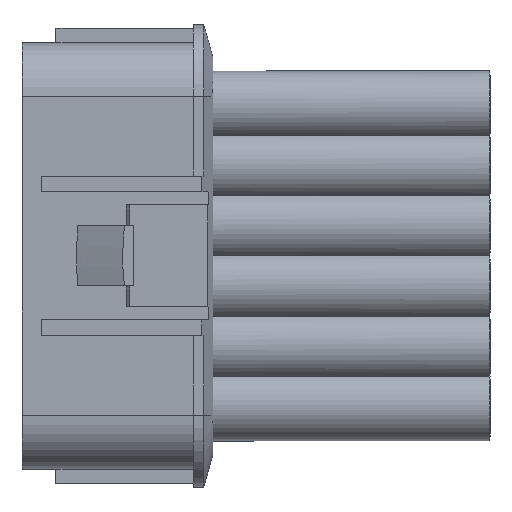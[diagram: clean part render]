
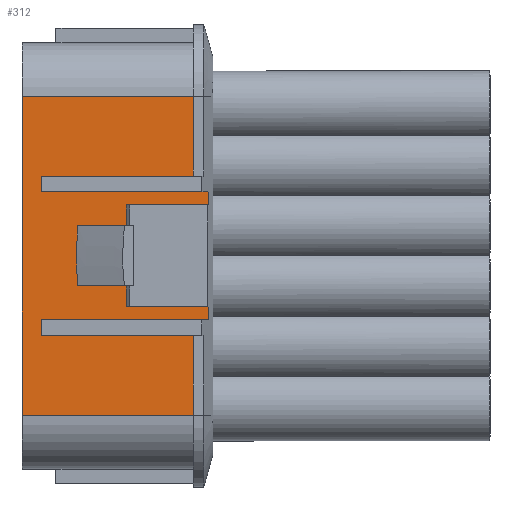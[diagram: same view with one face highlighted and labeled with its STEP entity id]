
A CAD part, top view. The second image highlights one B-rep face of the part: STEP entity #312.
In plain terms, the highlighted planar face has unit normal (0, 0, 1).
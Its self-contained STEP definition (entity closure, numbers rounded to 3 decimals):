
#161=AXIS2_PLACEMENT_3D('Plane Axis2P3D',#158,#159,#160) ;
#49=CARTESIAN_POINT('Vertex',(-5.125,3.9,12.35)) ;
#52=CARTESIAN_POINT('Line Origine',(-5.125,3.1,12.35)) ;
#56=CARTESIAN_POINT('Vertex',(-5.125,2.3,12.35)) ;
#143=CARTESIAN_POINT('Vertex',(1.199,3.9,12.35)) ;
#146=CARTESIAN_POINT('Line Origine',(-1.963,3.9,12.35)) ;
#158=CARTESIAN_POINT('Axis2P3D Location',(-0.2,0.,12.35)) ;
#163=CARTESIAN_POINT('Line Origine',(1.199,4.4,12.35)) ;
#167=CARTESIAN_POINT('Vertex',(1.199,4.9,12.35)) ;
#170=CARTESIAN_POINT('Line Origine',(-5.2,4.9,12.35)) ;
#174=CARTESIAN_POINT('Vertex',(-11.6,4.9,12.35)) ;
#177=CARTESIAN_POINT('Line Origine',(-11.6,5.5,12.35)) ;
#181=CARTESIAN_POINT('Vertex',(-11.6,6.1,12.35)) ;
#184=CARTESIAN_POINT('Line Origine',(-5.8,6.1,12.35)) ;
#188=CARTESIAN_POINT('Vertex',(0.,6.1,12.35)) ;
#191=CARTESIAN_POINT('Line Origine',(0.,9.15,12.35)) ;
#195=CARTESIAN_POINT('Vertex',(0.,12.2,12.35)) ;
#198=CARTESIAN_POINT('Line Origine',(-6.55,12.2,12.35)) ;
#202=CARTESIAN_POINT('Vertex',(-13.1,12.2,12.35)) ;
#205=CARTESIAN_POINT('Line Origine',(-13.1,0.,12.35)) ;
#209=CARTESIAN_POINT('Vertex',(-13.1,-12.2,12.35)) ;
#212=CARTESIAN_POINT('Line Origine',(-6.55,-12.2,12.35)) ;
#216=CARTESIAN_POINT('Vertex',(0.,-12.2,12.35)) ;
#219=CARTESIAN_POINT('Line Origine',(0.,-9.15,12.35)) ;
#223=CARTESIAN_POINT('Vertex',(0.,-6.1,12.35)) ;
#226=CARTESIAN_POINT('Line Origine',(-5.8,-6.1,12.35)) ;
#230=CARTESIAN_POINT('Vertex',(-11.6,-6.1,12.35)) ;
#233=CARTESIAN_POINT('Line Origine',(-11.6,-5.5,12.35)) ;
#237=CARTESIAN_POINT('Vertex',(-11.6,-4.9,12.35)) ;
#240=CARTESIAN_POINT('Line Origine',(-5.2,-4.9,12.35)) ;
#244=CARTESIAN_POINT('Vertex',(1.199,-4.9,12.35)) ;
#247=CARTESIAN_POINT('Line Origine',(1.199,-4.4,12.35)) ;
#251=CARTESIAN_POINT('Vertex',(1.199,-3.9,12.35)) ;
#254=CARTESIAN_POINT('Line Origine',(-1.963,-3.9,12.35)) ;
#258=CARTESIAN_POINT('Vertex',(-5.125,-3.9,12.35)) ;
#261=CARTESIAN_POINT('Line Origine',(-5.125,-3.1,12.35)) ;
#265=CARTESIAN_POINT('Vertex',(-5.125,-2.3,12.35)) ;
#268=CARTESIAN_POINT('Line Origine',(-6.971,-2.3,12.35)) ;
#272=CARTESIAN_POINT('Vertex',(-8.817,-2.3,12.35)) ;
#276=CARTESIAN_POINT('Control Point',(-8.817,2.3,12.35)) ;
#277=CARTESIAN_POINT('Control Point',(-8.923,1.384,12.35)) ;
#278=CARTESIAN_POINT('Control Point',(-8.976,0.462,12.35)) ;
#279=CARTESIAN_POINT('Control Point',(-8.976,-0.462,12.35)) ;
#280=CARTESIAN_POINT('Control Point',(-8.923,-1.384,12.35)) ;
#281=CARTESIAN_POINT('Control Point',(-8.817,-2.3,12.35)) ;
#282=CARTESIAN_POINT('Vertex',(-8.817,2.3,12.35)) ;
#285=CARTESIAN_POINT('Line Origine',(-6.971,2.3,12.35)) ;
#53=DIRECTION('Vector Direction',(0.,-1.,0.)) ;
#147=DIRECTION('Vector Direction',(-1.,0.,0.)) ;
#159=DIRECTION('Axis2P3D Direction',(0.,-0.,1.)) ;
#160=DIRECTION('Axis2P3D XDirection',(0.,1.,0.)) ;
#164=DIRECTION('Vector Direction',(0.,-1.,0.)) ;
#171=DIRECTION('Vector Direction',(1.,0.,0.)) ;
#178=DIRECTION('Vector Direction',(0.,1.,0.)) ;
#185=DIRECTION('Vector Direction',(1.,0.,0.)) ;
#192=DIRECTION('Vector Direction',(0.,1.,0.)) ;
#199=DIRECTION('Vector Direction',(1.,0.,0.)) ;
#206=DIRECTION('Vector Direction',(0.,-1.,0.)) ;
#213=DIRECTION('Vector Direction',(1.,0.,0.)) ;
#220=DIRECTION('Vector Direction',(0.,1.,0.)) ;
#227=DIRECTION('Vector Direction',(1.,0.,0.)) ;
#234=DIRECTION('Vector Direction',(0.,1.,0.)) ;
#241=DIRECTION('Vector Direction',(1.,0.,0.)) ;
#248=DIRECTION('Vector Direction',(0.,-1.,0.)) ;
#255=DIRECTION('Vector Direction',(-1.,0.,0.)) ;
#262=DIRECTION('Vector Direction',(0.,-1.,0.)) ;
#269=DIRECTION('Vector Direction',(-1.,0.,0.)) ;
#286=DIRECTION('Vector Direction',(1.,0.,0.)) ;
#54=VECTOR('Line Direction',#53,1.) ;
#148=VECTOR('Line Direction',#147,1.) ;
#165=VECTOR('Line Direction',#164,1.) ;
#172=VECTOR('Line Direction',#171,1.) ;
#179=VECTOR('Line Direction',#178,1.) ;
#186=VECTOR('Line Direction',#185,1.) ;
#193=VECTOR('Line Direction',#192,1.) ;
#200=VECTOR('Line Direction',#199,1.) ;
#207=VECTOR('Line Direction',#206,1.) ;
#214=VECTOR('Line Direction',#213,1.) ;
#221=VECTOR('Line Direction',#220,1.) ;
#228=VECTOR('Line Direction',#227,1.) ;
#235=VECTOR('Line Direction',#234,1.) ;
#242=VECTOR('Line Direction',#241,1.) ;
#249=VECTOR('Line Direction',#248,1.) ;
#256=VECTOR('Line Direction',#255,1.) ;
#263=VECTOR('Line Direction',#262,1.) ;
#270=VECTOR('Line Direction',#269,1.) ;
#287=VECTOR('Line Direction',#286,1.) ;
#291=ORIENTED_EDGE('',*,*,#58,.F.) ;
#292=ORIENTED_EDGE('',*,*,#150,.T.) ;
#293=ORIENTED_EDGE('',*,*,#169,.F.) ;
#294=ORIENTED_EDGE('',*,*,#176,.F.) ;
#295=ORIENTED_EDGE('',*,*,#183,.T.) ;
#296=ORIENTED_EDGE('',*,*,#190,.T.) ;
#297=ORIENTED_EDGE('',*,*,#197,.T.) ;
#298=ORIENTED_EDGE('',*,*,#204,.F.) ;
#299=ORIENTED_EDGE('',*,*,#211,.F.) ;
#300=ORIENTED_EDGE('',*,*,#218,.T.) ;
#301=ORIENTED_EDGE('',*,*,#225,.F.) ;
#302=ORIENTED_EDGE('',*,*,#232,.F.) ;
#303=ORIENTED_EDGE('',*,*,#239,.F.) ;
#304=ORIENTED_EDGE('',*,*,#246,.T.) ;
#305=ORIENTED_EDGE('',*,*,#253,.F.) ;
#306=ORIENTED_EDGE('',*,*,#260,.F.) ;
#307=ORIENTED_EDGE('',*,*,#267,.F.) ;
#308=ORIENTED_EDGE('',*,*,#274,.F.) ;
#309=ORIENTED_EDGE('',*,*,#284,.F.) ;
#310=ORIENTED_EDGE('',*,*,#289,.F.) ;
#312=ADVANCED_FACE('HSG',(#311),#162,.T.) ;
#275=B_SPLINE_CURVE_WITH_KNOTS('',5,(#276,#277,#278,#279,#280,#281),.UNSPECIFIED.,.F.,.U.,(6,6),(0.,6.523),.UNSPECIFIED.) ;
#58=EDGE_CURVE('',#50,#57,#55,.T.) ;
#150=EDGE_CURVE('',#50,#144,#149,.F.) ;
#169=EDGE_CURVE('',#168,#144,#166,.T.) ;
#176=EDGE_CURVE('',#175,#168,#173,.T.) ;
#183=EDGE_CURVE('',#175,#182,#180,.T.) ;
#190=EDGE_CURVE('',#182,#189,#187,.T.) ;
#197=EDGE_CURVE('',#189,#196,#194,.T.) ;
#204=EDGE_CURVE('',#203,#196,#201,.T.) ;
#211=EDGE_CURVE('',#210,#203,#208,.F.) ;
#218=EDGE_CURVE('',#210,#217,#215,.T.) ;
#225=EDGE_CURVE('',#224,#217,#222,.F.) ;
#232=EDGE_CURVE('',#231,#224,#229,.T.) ;
#239=EDGE_CURVE('',#238,#231,#236,.F.) ;
#246=EDGE_CURVE('',#238,#245,#243,.T.) ;
#253=EDGE_CURVE('',#252,#245,#250,.T.) ;
#260=EDGE_CURVE('',#259,#252,#257,.F.) ;
#267=EDGE_CURVE('',#266,#259,#264,.T.) ;
#274=EDGE_CURVE('',#273,#266,#271,.F.) ;
#284=EDGE_CURVE('',#283,#273,#275,.T.) ;
#289=EDGE_CURVE('',#57,#283,#288,.F.) ;
#290=EDGE_LOOP('',(#291,#292,#293,#294,#295,#296,#297,#298,#299,#300,#301,#302,#303,#304,#305,#306,#307,#308,#309,#310)) ;
#311=FACE_OUTER_BOUND('',#290,.T.) ;
#55=LINE('Line',#52,#54) ;
#149=LINE('Line',#146,#148) ;
#166=LINE('Line',#163,#165) ;
#173=LINE('Line',#170,#172) ;
#180=LINE('Line',#177,#179) ;
#187=LINE('Line',#184,#186) ;
#194=LINE('Line',#191,#193) ;
#201=LINE('Line',#198,#200) ;
#208=LINE('Line',#205,#207) ;
#215=LINE('Line',#212,#214) ;
#222=LINE('Line',#219,#221) ;
#229=LINE('Line',#226,#228) ;
#236=LINE('Line',#233,#235) ;
#243=LINE('Line',#240,#242) ;
#250=LINE('Line',#247,#249) ;
#257=LINE('Line',#254,#256) ;
#264=LINE('Line',#261,#263) ;
#271=LINE('Line',#268,#270) ;
#288=LINE('Line',#285,#287) ;
#162=PLANE('',#161) ;
#50=VERTEX_POINT('',#49) ;
#57=VERTEX_POINT('',#56) ;
#144=VERTEX_POINT('',#143) ;
#168=VERTEX_POINT('',#167) ;
#175=VERTEX_POINT('',#174) ;
#182=VERTEX_POINT('',#181) ;
#189=VERTEX_POINT('',#188) ;
#196=VERTEX_POINT('',#195) ;
#203=VERTEX_POINT('',#202) ;
#210=VERTEX_POINT('',#209) ;
#217=VERTEX_POINT('',#216) ;
#224=VERTEX_POINT('',#223) ;
#231=VERTEX_POINT('',#230) ;
#238=VERTEX_POINT('',#237) ;
#245=VERTEX_POINT('',#244) ;
#252=VERTEX_POINT('',#251) ;
#259=VERTEX_POINT('',#258) ;
#266=VERTEX_POINT('',#265) ;
#273=VERTEX_POINT('',#272) ;
#283=VERTEX_POINT('',#282) ;
